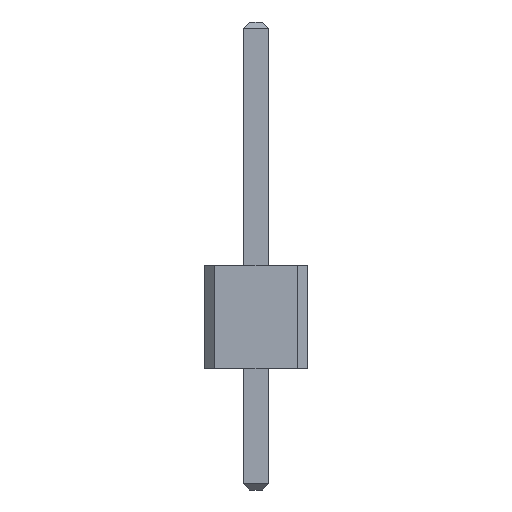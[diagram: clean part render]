
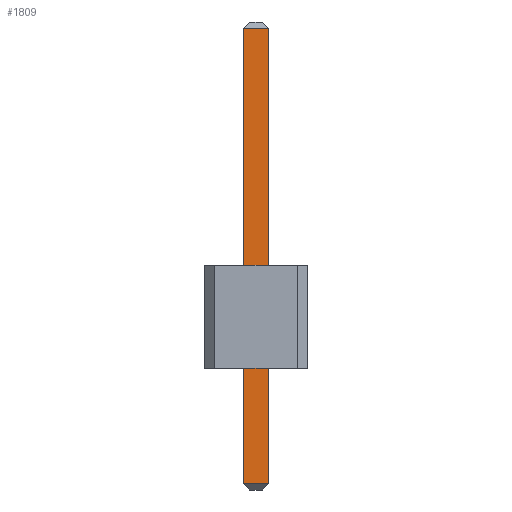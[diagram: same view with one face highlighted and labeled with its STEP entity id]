
A CAD part, front view. The second image highlights one B-rep face of the part: STEP entity #1809.
In plain terms, the highlighted planar face has unit normal (0, -1, 0).
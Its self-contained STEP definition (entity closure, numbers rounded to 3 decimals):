
#13=DIRECTION('',(0.,0.,1.));
#27=VECTOR('',#13,1.);
#67=DIRECTION('',(1.,0.,0.));
#839=VECTOR('',#67,1.);
#850=DIRECTION('',(0.,1.,0.));
#1786=EDGE_CURVE('',#1787,#1789,#1791,.T.);
#1787=VERTEX_POINT('',#1788);
#1788=CARTESIAN_POINT('',(-0.32,-33.34,-2.84));
#1789=VERTEX_POINT('',#1790);
#1790=CARTESIAN_POINT('',(-0.32,-33.34,8.38));
#1791=LINE('',#1792,#27);
#1792=CARTESIAN_POINT('',(-0.32,-33.34,-3.));
#1809=ADVANCED_FACE('',(#1810),#1827,.F.);
#1810=FACE_BOUND('',#1811,.F.);
#1811=EDGE_LOOP('',(#1812,#1820,#1823,#1824));
#1812=ORIENTED_EDGE('',*,*,#1813,.F.);
#1813=EDGE_CURVE('',#1814,#1816,#1818,.T.);
#1814=VERTEX_POINT('',#1815);
#1815=CARTESIAN_POINT('',(0.32,-33.34,-2.84));
#1816=VERTEX_POINT('',#1817);
#1817=CARTESIAN_POINT('',(0.32,-33.34,8.38));
#1818=LINE('',#1819,#27);
#1819=CARTESIAN_POINT('',(0.32,-33.34,-3.));
#1820=ORIENTED_EDGE('',*,*,#1821,.F.);
#1821=EDGE_CURVE('',#1787,#1814,#1822,.T.);
#1822=LINE('',#1788,#839);
#1823=ORIENTED_EDGE('',*,*,#1786,.T.);
#1824=ORIENTED_EDGE('',*,*,#1825,.T.);
#1825=EDGE_CURVE('',#1789,#1816,#1826,.T.);
#1826=LINE('',#1790,#839);
#1827=PLANE('',#1828);
#1828=AXIS2_PLACEMENT_3D('',#1792,#850,#13);
